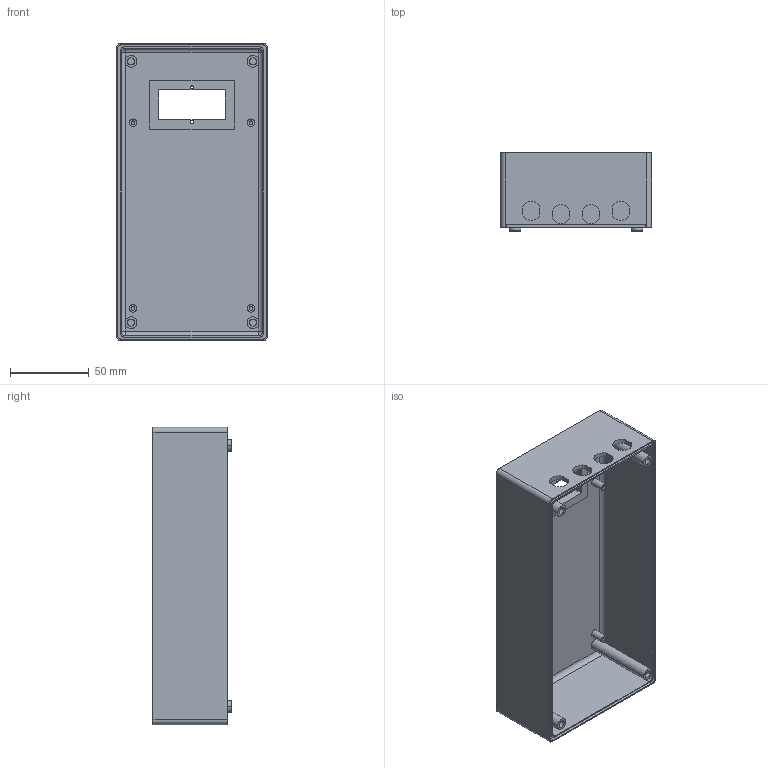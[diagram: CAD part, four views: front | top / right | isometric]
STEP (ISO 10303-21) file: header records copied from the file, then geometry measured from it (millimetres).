
FILE_DESCRIPTION((''),'2;1');
FILE_NAME('01_HOUSING','2026-02-18T22:18:56',('Samuel'),(''),'CREO PARAMETRIC BY PTC INC, 2023073','CREO PARAMETRIC BY PTC INC, 2023073','');
FILE_SCHEMA(('CONFIG_CONTROL_DESIGN'));
Length unit declared in the file: millimetre
Products named in the file (1): 01_HOUSING
Bounding box: 96 x 49.6 x 189 mm (x, y, z)
Volume: 125848.5 mm3; surface area: 96721.5 mm2
Topology: 1 solids, 1 shells, 127 faces, 312 edges, 204 vertices
Faces by surface type: cylinder 64, plane 59, sphere 4
Entity records: 3868 total; most frequent: DIRECTION 686, CARTESIAN_POINT 683, ORIENTED_EDGE 624, EDGE_CURVE 312, AXIS2_PLACEMENT_3D 255, VERTEX_POINT 204, VECTOR 176, LINE 176
